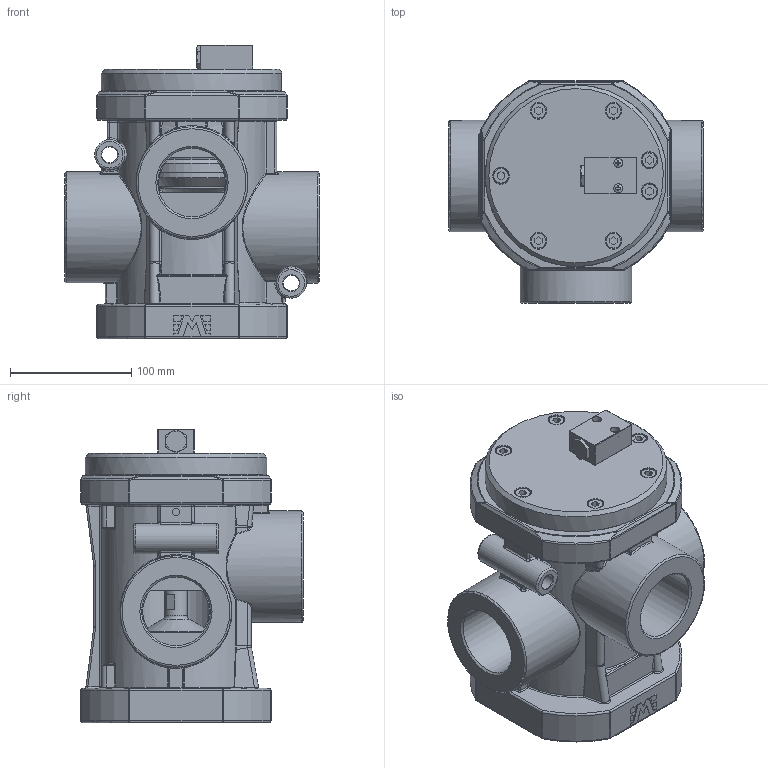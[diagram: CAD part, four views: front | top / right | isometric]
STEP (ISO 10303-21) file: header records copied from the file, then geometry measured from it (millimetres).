
FILE_DESCRIPTION(/* description */ ('Unknown'),/* implementation_level */ '2;1');
FILE_NAME(/* name */ '-MF-G3120',/* time_stamp */ '2019-05-31T11:58:00+02:00',/* author */ ('Unknown'),/* organization */ ('Unknown'),/* preprocessor_version */ 'ST-DEVELOPER v16.7',/* originating_system */ 'DEX',/* authorisation */ $);
FILE_SCHEMA (('AUTOMOTIVE_DESIGN {1 0 10303 214 3 1 1}'));
Length unit declared in the file: millimetre
Products named in the file (1): Parte1
Bounding box: 210 x 183.5 x 242.5 mm (x, y, z)
Volume: 3291442.1 mm3; surface area: 487493.2 mm2
Topology: 1 solids, 1 shells, 1251 faces, 2914 edges, 1676 vertices
Faces by surface type: plane 419, cylinder 326, bspline 152, cone 143, torus 125, sphere 86
Full cylindrical faces by diameter (mm): 2.5 x1, 3 x1, 3.5 x1, 4 x2, 4.5 x1, 5.1 x1, 6 x1, 6.2 x2, 6.4 x1, 6.5 x1, 7.5 x2, 8 x14, 8.5 x13, 8.566 x1, 9 x1, 10 x2, 13 x17, 13.5 x14, 13.6 x2, 14.917 x1, 16 x1, 16.2 x1, 16.4 x1, 18.5 x1, 25 x2, 28 x1, 54.5 x1, 55 x1, 56.656 x3, 58 x3
Entity records: 44953 total; most frequent: CARTESIAN_POINT 10512, DIRECTION 5501, ORIENTED_EDGE 4808, EDGE_CURVE 2404, AXIS2_PLACEMENT_3D 2289, FACE_BOUND 1707, EDGE_LOOP 1701, VERTEX_POINT 1561
